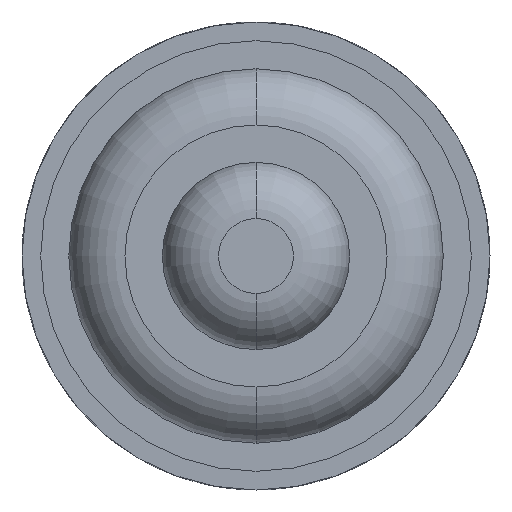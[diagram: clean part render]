
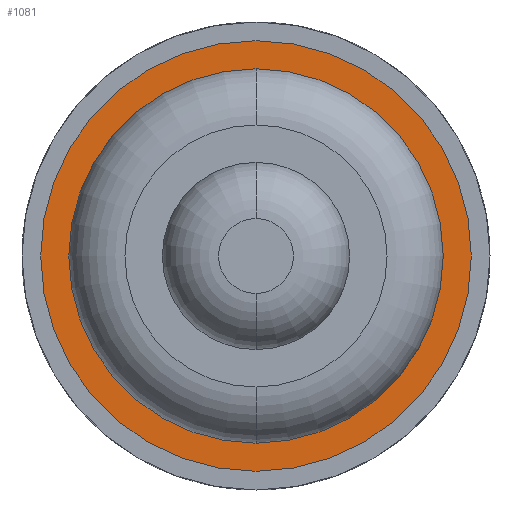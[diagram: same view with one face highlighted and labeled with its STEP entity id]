
A CAD part, front view. The second image highlights one B-rep face of the part: STEP entity #1081.
In plain terms, the highlighted planar face has unit normal (0, -1, 0).
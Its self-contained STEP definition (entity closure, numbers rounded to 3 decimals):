
#69 = CARTESIAN_POINT ( 'NONE',  ( 0., -2., 1.15 ) ) ;
#76 = VERTEX_POINT ( 'NONE', #69 ) ;
#90 = CIRCLE ( 'NONE', #4690, 1. ) ;
#559 = DIRECTION ( 'NONE',  ( 0., 1., 0. ) ) ;
#899 = CIRCLE ( 'NONE', #2310, 1.15 ) ;
#915 = DIRECTION ( 'NONE',  ( 0., 1., 0. ) ) ;
#930 = DIRECTION ( 'NONE',  ( 0., 0., 1. ) ) ;
#1045 = CIRCLE ( 'NONE', #3633, 1.15 ) ;
#1081 = ADVANCED_FACE ( 'Defeature ausgef�hrt1_4', ( #2381, #3202 ), #3751, .T. ) ;
#1087 = DIRECTION ( 'NONE',  ( 0., 0., -1. ) ) ;
#1466 = EDGE_CURVE ( 'Defeature ausgef�hrt1_5+Defeature ausgef�hrt1_4+Defeature ausgef�hrt1_4+Defeature ausgef�hrt1_4', #1896, #76, #1045, .T. ) ;
#1770 = CARTESIAN_POINT ( 'NONE',  ( 0., -2., 0. ) ) ;
#1846 = CARTESIAN_POINT ( 'NONE',  ( 0., -2., 0. ) ) ;
#1896 = VERTEX_POINT ( 'NONE', #4246 ) ;
#2309 = DIRECTION ( 'NONE',  ( 0., 0., 1. ) ) ;
#2310 = AXIS2_PLACEMENT_3D ( 'NONE', #1770, #5503, #2632 ) ;
#2326 = VERTEX_POINT ( 'NONE', #4654 ) ;
#2381 = FACE_BOUND ( 'NONE', #5560, .T. ) ;
#2435 = AXIS2_PLACEMENT_3D ( 'NONE', #5147, #3208, #2309 ) ;
#2632 = DIRECTION ( 'NONE',  ( 0., 0., 1. ) ) ;
#2840 = EDGE_LOOP ( 'NONE', ( #4161, #3062 ) ) ;
#3058 = EDGE_CURVE ( 'Defeature ausgef�hrt1_4+Defeature ausgef�hrt1_3+Defeature ausgef�hrt1_3+Defeature ausgef�hrt1_3', #3240, #2326, #90, .T. ) ;
#3062 = ORIENTED_EDGE ( 'NONE', *, *, #1466, .F. ) ;
#3095 = EDGE_CURVE ( 'Defeature ausgef�hrt1_5+Defeature ausgef�hrt1_4+Defeature ausgef�hrt1_4+Defeature ausgef�hrt1_4', #76, #1896, #899, .T. ) ;
#3115 = CIRCLE ( 'NONE', #2435, 1. ) ;
#3202 = FACE_OUTER_BOUND ( 'NONE', #2840, .T. ) ;
#3208 = DIRECTION ( 'NONE',  ( 0., 1., 0. ) ) ;
#3240 = VERTEX_POINT ( 'NONE', #3709 ) ;
#3633 = AXIS2_PLACEMENT_3D ( 'NONE', #1846, #915, #930 ) ;
#3709 = CARTESIAN_POINT ( 'NONE',  ( 0., -2., -1. ) ) ;
#3751 = PLANE ( 'NONE',  #4970 ) ;
#4153 = EDGE_CURVE ( 'Defeature ausgef�hrt1_4+Defeature ausgef�hrt1_3+Defeature ausgef�hrt1_3+Defeature ausgef�hrt1_3', #2326, #3240, #3115, .T. ) ;
#4161 = ORIENTED_EDGE ( 'NONE', *, *, #3095, .F. ) ;
#4246 = CARTESIAN_POINT ( 'NONE',  ( 0., -2., -1.15 ) ) ;
#4288 = ORIENTED_EDGE ( 'NONE', *, *, #4153, .T. ) ;
#4417 = DIRECTION ( 'NONE',  ( 0., -1., 0. ) ) ;
#4654 = CARTESIAN_POINT ( 'NONE',  ( 0., -2., 1. ) ) ;
#4690 = AXIS2_PLACEMENT_3D ( 'NONE', #5865, #559, #5021 ) ;
#4745 = ORIENTED_EDGE ( 'NONE', *, *, #3058, .T. ) ;
#4970 = AXIS2_PLACEMENT_3D ( 'NONE', #5789, #4417, #1087 ) ;
#5021 = DIRECTION ( 'NONE',  ( 0., 0., 1. ) ) ;
#5147 = CARTESIAN_POINT ( 'NONE',  ( 0., -2., 0. ) ) ;
#5503 = DIRECTION ( 'NONE',  ( 0., 1., 0. ) ) ;
#5560 = EDGE_LOOP ( 'NONE', ( #4288, #4745 ) ) ;
#5789 = CARTESIAN_POINT ( 'NONE',  ( -1.15, -2., 0. ) ) ;
#5865 = CARTESIAN_POINT ( 'NONE',  ( 0., -2., 0. ) ) ;
